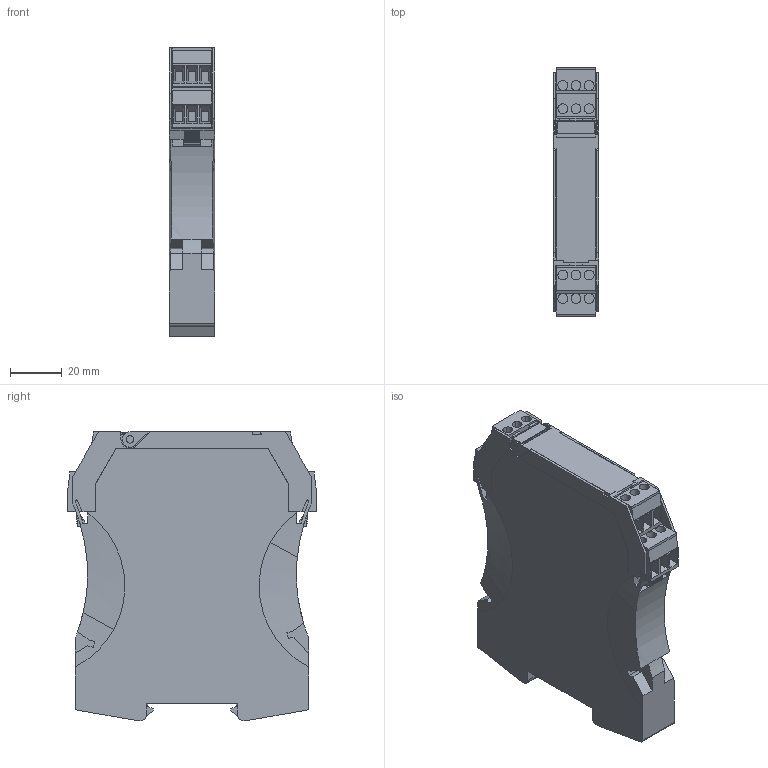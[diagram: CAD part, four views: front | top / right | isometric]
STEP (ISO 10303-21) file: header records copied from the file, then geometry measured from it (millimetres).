
FILE_DESCRIPTION(('CATIA V5 STEP Exchange','CAx-IF Rec.Pracs.--- Model Styling and Organization---1.2---2011-12-15'),'2;1');
FILE_NAME ('D1464316_0', '2019-01-30T14:18:40+00:00', ('none'), ('Weidmueller'), 'CATIA Version 5-6 Release 2014', 'CATIA V5 STEP AP214', 'none');
FILE_SCHEMA(('AUTOMOTIVE_DESIGN { 1 0 10303 214 1 1 1 1 }'));
Products named in the file (1): 8543820000
Bounding box: 17.5 x 96.4 x 111.55 mm (x, y, z)
Volume: 67932.9 mm3; surface area: 74475.7 mm2
Topology: 25 solids, 25 shells, 2075 faces, 5812 edges, 3814 vertices
Faces by surface type: plane 1441, cylinder 478, cone 100, torus 56
Entity records: 60869 total; most frequent: ORIENTED_EDGE 11624, CARTESIAN_POINT 11368, DIRECTION 7894, EDGE_CURVE 5812, VECTOR 4272, LINE 4272, VERTEX_POINT 3814, AXIS2_PLACEMENT_3D 2472
